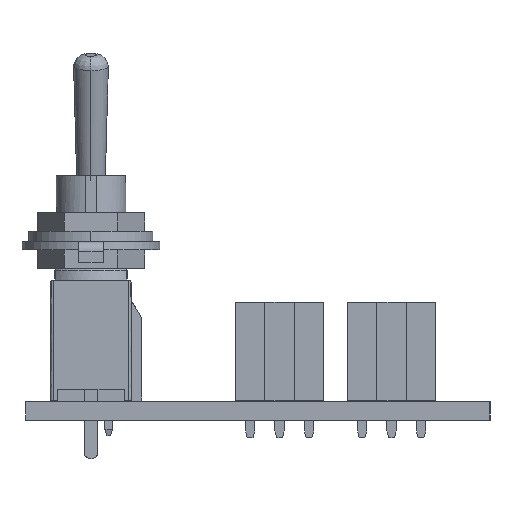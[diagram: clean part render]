
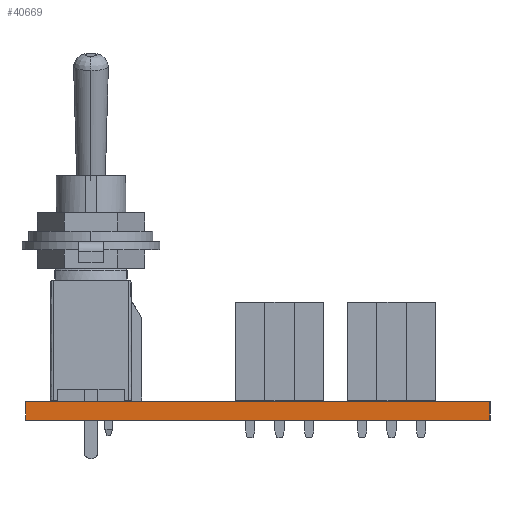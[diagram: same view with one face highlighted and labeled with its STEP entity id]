
A CAD part, left-side view. The second image highlights one B-rep face of the part: STEP entity #40669.
In plain terms, the highlighted planar face has unit normal (-1, 0, 0).
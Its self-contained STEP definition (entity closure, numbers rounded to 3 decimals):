
#40669 = ADVANCED_FACE('',(#40670),#40684,.T.);
#40670 = FACE_BOUND('',#40671,.T.);
#40671 = EDGE_LOOP('',(#40672,#40707,#40735,#40763));
#40672 = ORIENTED_EDGE('',*,*,#40673,.T.);
#40673 = EDGE_CURVE('',#40674,#40676,#40678,.T.);
#40674 = VERTEX_POINT('',#40675);
#40675 = CARTESIAN_POINT('',(165.,-65.,0.));
#40676 = VERTEX_POINT('',#40677);
#40677 = CARTESIAN_POINT('',(165.,-65.,1.6));
#40678 = SURFACE_CURVE('',#40679,(#40683,#40695),.PCURVE_S1.);
#40679 = LINE('',#40680,#40681);
#40680 = CARTESIAN_POINT('',(165.,-65.,0.));
#40681 = VECTOR('',#40682,1.);
#40682 = DIRECTION('',(0.,0.,1.));
#40683 = PCURVE('',#40684,#40689);
#40684 = PLANE('',#40685);
#40685 = AXIS2_PLACEMENT_3D('',#40686,#40687,#40688);
#40686 = CARTESIAN_POINT('',(165.,-65.,0.));
#40687 = DIRECTION('',(-1.,0.,0.));
#40688 = DIRECTION('',(0.,1.,0.));
#40689 = DEFINITIONAL_REPRESENTATION('',(#40690),#40694);
#40690 = LINE('',#40691,#40692);
#40691 = CARTESIAN_POINT('',(0.,0.));
#40692 = VECTOR('',#40693,1.);
#40693 = DIRECTION('',(0.,-1.));
#40694 = ( GEOMETRIC_REPRESENTATION_CONTEXT(2) 
PARAMETRIC_REPRESENTATION_CONTEXT() REPRESENTATION_CONTEXT('2D SPACE',''
  ) );
#40695 = PCURVE('',#40696,#40701);
#40696 = PLANE('',#40697);
#40697 = AXIS2_PLACEMENT_3D('',#40698,#40699,#40700);
#40698 = CARTESIAN_POINT('',(225.,-65.,0.));
#40699 = DIRECTION('',(0.,-1.,0.));
#40700 = DIRECTION('',(-1.,0.,0.));
#40701 = DEFINITIONAL_REPRESENTATION('',(#40702),#40706);
#40702 = LINE('',#40703,#40704);
#40703 = CARTESIAN_POINT('',(60.,0.));
#40704 = VECTOR('',#40705,1.);
#40705 = DIRECTION('',(0.,-1.));
#40706 = ( GEOMETRIC_REPRESENTATION_CONTEXT(2) 
PARAMETRIC_REPRESENTATION_CONTEXT() REPRESENTATION_CONTEXT('2D SPACE',''
  ) );
#40707 = ORIENTED_EDGE('',*,*,#40708,.T.);
#40708 = EDGE_CURVE('',#40676,#40709,#40711,.T.);
#40709 = VERTEX_POINT('',#40710);
#40710 = CARTESIAN_POINT('',(165.,-25.,1.6));
#40711 = SURFACE_CURVE('',#40712,(#40716,#40723),.PCURVE_S1.);
#40712 = LINE('',#40713,#40714);
#40713 = CARTESIAN_POINT('',(165.,-65.,1.6));
#40714 = VECTOR('',#40715,1.);
#40715 = DIRECTION('',(0.,1.,0.));
#40716 = PCURVE('',#40684,#40717);
#40717 = DEFINITIONAL_REPRESENTATION('',(#40718),#40722);
#40718 = LINE('',#40719,#40720);
#40719 = CARTESIAN_POINT('',(0.,-1.6));
#40720 = VECTOR('',#40721,1.);
#40721 = DIRECTION('',(1.,0.));
#40722 = ( GEOMETRIC_REPRESENTATION_CONTEXT(2) 
PARAMETRIC_REPRESENTATION_CONTEXT() REPRESENTATION_CONTEXT('2D SPACE',''
  ) );
#40723 = PCURVE('',#40724,#40729);
#40724 = PLANE('',#40725);
#40725 = AXIS2_PLACEMENT_3D('',#40726,#40727,#40728);
#40726 = CARTESIAN_POINT('',(195.,-45.,1.6));
#40727 = DIRECTION('',(-0.,-0.,-1.));
#40728 = DIRECTION('',(-1.,0.,0.));
#40729 = DEFINITIONAL_REPRESENTATION('',(#40730),#40734);
#40730 = LINE('',#40731,#40732);
#40731 = CARTESIAN_POINT('',(30.,-20.));
#40732 = VECTOR('',#40733,1.);
#40733 = DIRECTION('',(0.,1.));
#40734 = ( GEOMETRIC_REPRESENTATION_CONTEXT(2) 
PARAMETRIC_REPRESENTATION_CONTEXT() REPRESENTATION_CONTEXT('2D SPACE',''
  ) );
#40735 = ORIENTED_EDGE('',*,*,#40736,.F.);
#40736 = EDGE_CURVE('',#40737,#40709,#40739,.T.);
#40737 = VERTEX_POINT('',#40738);
#40738 = CARTESIAN_POINT('',(165.,-25.,0.));
#40739 = SURFACE_CURVE('',#40740,(#40744,#40751),.PCURVE_S1.);
#40740 = LINE('',#40741,#40742);
#40741 = CARTESIAN_POINT('',(165.,-25.,0.));
#40742 = VECTOR('',#40743,1.);
#40743 = DIRECTION('',(0.,0.,1.));
#40744 = PCURVE('',#40684,#40745);
#40745 = DEFINITIONAL_REPRESENTATION('',(#40746),#40750);
#40746 = LINE('',#40747,#40748);
#40747 = CARTESIAN_POINT('',(40.,0.));
#40748 = VECTOR('',#40749,1.);
#40749 = DIRECTION('',(0.,-1.));
#40750 = ( GEOMETRIC_REPRESENTATION_CONTEXT(2) 
PARAMETRIC_REPRESENTATION_CONTEXT() REPRESENTATION_CONTEXT('2D SPACE',''
  ) );
#40751 = PCURVE('',#40752,#40757);
#40752 = PLANE('',#40753);
#40753 = AXIS2_PLACEMENT_3D('',#40754,#40755,#40756);
#40754 = CARTESIAN_POINT('',(165.,-25.,0.));
#40755 = DIRECTION('',(0.,1.,0.));
#40756 = DIRECTION('',(1.,0.,0.));
#40757 = DEFINITIONAL_REPRESENTATION('',(#40758),#40762);
#40758 = LINE('',#40759,#40760);
#40759 = CARTESIAN_POINT('',(0.,0.));
#40760 = VECTOR('',#40761,1.);
#40761 = DIRECTION('',(0.,-1.));
#40762 = ( GEOMETRIC_REPRESENTATION_CONTEXT(2) 
PARAMETRIC_REPRESENTATION_CONTEXT() REPRESENTATION_CONTEXT('2D SPACE',''
  ) );
#40763 = ORIENTED_EDGE('',*,*,#40764,.F.);
#40764 = EDGE_CURVE('',#40674,#40737,#40765,.T.);
#40765 = SURFACE_CURVE('',#40766,(#40770,#40777),.PCURVE_S1.);
#40766 = LINE('',#40767,#40768);
#40767 = CARTESIAN_POINT('',(165.,-65.,0.));
#40768 = VECTOR('',#40769,1.);
#40769 = DIRECTION('',(0.,1.,0.));
#40770 = PCURVE('',#40684,#40771);
#40771 = DEFINITIONAL_REPRESENTATION('',(#40772),#40776);
#40772 = LINE('',#40773,#40774);
#40773 = CARTESIAN_POINT('',(0.,0.));
#40774 = VECTOR('',#40775,1.);
#40775 = DIRECTION('',(1.,0.));
#40776 = ( GEOMETRIC_REPRESENTATION_CONTEXT(2) 
PARAMETRIC_REPRESENTATION_CONTEXT() REPRESENTATION_CONTEXT('2D SPACE',''
  ) );
#40777 = PCURVE('',#40778,#40783);
#40778 = PLANE('',#40779);
#40779 = AXIS2_PLACEMENT_3D('',#40780,#40781,#40782);
#40780 = CARTESIAN_POINT('',(195.,-45.,0.));
#40781 = DIRECTION('',(-0.,-0.,-1.));
#40782 = DIRECTION('',(-1.,0.,0.));
#40783 = DEFINITIONAL_REPRESENTATION('',(#40784),#40788);
#40784 = LINE('',#40785,#40786);
#40785 = CARTESIAN_POINT('',(30.,-20.));
#40786 = VECTOR('',#40787,1.);
#40787 = DIRECTION('',(0.,1.));
#40788 = ( GEOMETRIC_REPRESENTATION_CONTEXT(2) 
PARAMETRIC_REPRESENTATION_CONTEXT() REPRESENTATION_CONTEXT('2D SPACE',''
  ) );
